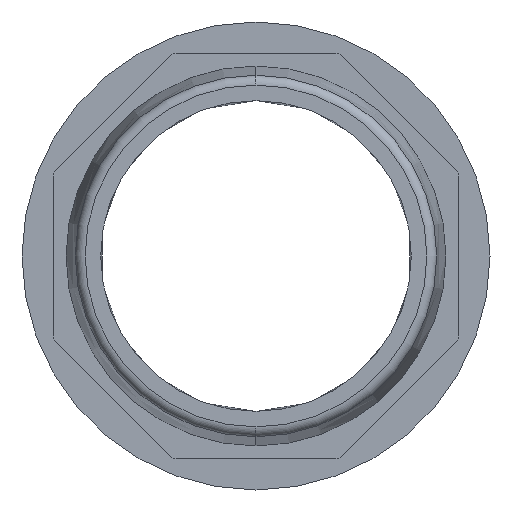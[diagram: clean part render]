
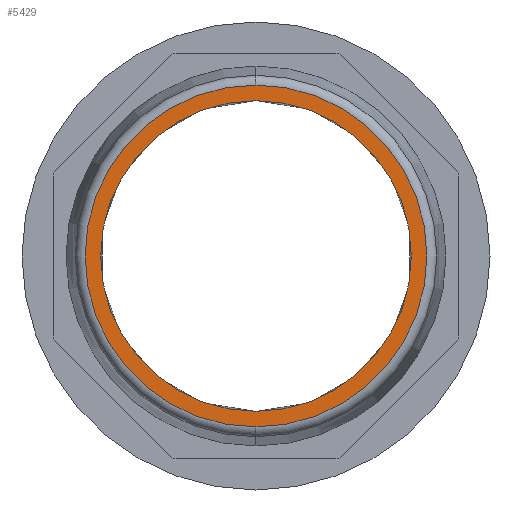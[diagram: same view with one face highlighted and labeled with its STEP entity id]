
A CAD part, left-side view. The second image highlights one B-rep face of the part: STEP entity #5429.
In plain terms, the highlighted planar face has unit normal (-1, 0, 0).
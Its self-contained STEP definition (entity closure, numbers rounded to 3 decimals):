
#9 = ORIENTED_EDGE ( 'NONE', *, *, #5235, .T. ) ;
#38 = ORIENTED_EDGE ( 'NONE', *, *, #5336, .T. ) ;
#46 = ORIENTED_EDGE ( 'NONE', *, *, #5236, .F. ) ;
#70 = ORIENTED_EDGE ( 'NONE', *, *, #244, .F. ) ;
#196 = EDGE_LOOP ( 'NONE', ( #9, #38 ) ) ;
#203 = EDGE_LOOP ( 'NONE', ( #70, #46 ) ) ;
#244 = EDGE_CURVE ( 'NONE', #3423, #3438, #2779, .T. ) ;
#409 = VERTEX_POINT ( 'NONE', #3236 ) ;
#649 = CARTESIAN_POINT ( 'NONE',  ( -82.9, 0., 0. ) ) ;
#650 = DIRECTION ( 'NONE',  ( -1., 0., 0. ) ) ;
#651 = DIRECTION ( 'NONE',  ( 0., 0., -1. ) ) ;
#1119 = AXIS2_PLACEMENT_3D ( 'NONE', #3903, #3910, #3911 ) ;
#2585 = CARTESIAN_POINT ( 'NONE',  ( -82.9, 0., -15.7 ) ) ;
#2597 = CARTESIAN_POINT ( 'NONE',  ( -82.9, 0., 15.7 ) ) ;
#2626 = CARTESIAN_POINT ( 'NONE',  ( -82.9, 0., 17.272 ) ) ;
#2648 = CARTESIAN_POINT ( 'NONE',  ( -82.9, 0., 0. ) ) ;
#2649 = DIRECTION ( 'NONE',  ( -1., 0., 0. ) ) ;
#2650 = DIRECTION ( 'NONE',  ( 0., 0., -1. ) ) ;
#2651 = CARTESIAN_POINT ( 'NONE',  ( -82.9, 0., 0. ) ) ;
#2652 = DIRECTION ( 'NONE',  ( -1., 0., 0. ) ) ;
#2653 = DIRECTION ( 'NONE',  ( 0., 0., 1. ) ) ;
#2726 = CIRCLE ( 'NONE', #2727, 17.272 ) ;
#2727 = AXIS2_PLACEMENT_3D ( 'NONE', #649, #650, #651 ) ;
#2779 = CIRCLE ( 'NONE', #2783, 15.7 ) ;
#2783 = AXIS2_PLACEMENT_3D ( 'NONE', #3375, #3376, #3377 ) ;
#2826 = CIRCLE ( 'NONE', #2835, 17.272 ) ;
#2827 = CIRCLE ( 'NONE', #2837, 15.7 ) ;
#2835 = AXIS2_PLACEMENT_3D ( 'NONE', #2648, #2649, #2650 ) ;
#2837 = AXIS2_PLACEMENT_3D ( 'NONE', #2651, #2652, #2653 ) ;
#3236 = CARTESIAN_POINT ( 'NONE',  ( -82.9, 0., -17.272 ) ) ;
#3375 = CARTESIAN_POINT ( 'NONE',  ( -82.9, 0., 0. ) ) ;
#3376 = DIRECTION ( 'NONE',  ( -1., 0., 0. ) ) ;
#3377 = DIRECTION ( 'NONE',  ( 0., 0., 1. ) ) ;
#3423 = VERTEX_POINT ( 'NONE', #2585 ) ;
#3438 = VERTEX_POINT ( 'NONE', #2597 ) ;
#3621 = VERTEX_POINT ( 'NONE', #2626 ) ;
#3900 = FACE_BOUND ( 'NONE', #203, .T. ) ;
#3903 = CARTESIAN_POINT ( 'NONE',  ( -82.9, 15.7, 0. ) ) ;
#3907 = FACE_OUTER_BOUND ( 'NONE', #196, .T. ) ;
#3908 = PLANE ( 'NONE',  #1119 ) ;
#3910 = DIRECTION ( 'NONE',  ( 1., 0., 0. ) ) ;
#3911 = DIRECTION ( 'NONE',  ( 0., 0., -1. ) ) ;
#5235 = EDGE_CURVE ( 'NONE', #409, #3621, #2826, .T. ) ;
#5236 = EDGE_CURVE ( 'NONE', #3438, #3423, #2827, .T. ) ;
#5336 = EDGE_CURVE ( 'NONE', #3621, #409, #2726, .T. ) ;
#5429 = ADVANCED_FACE ( 'NONE', ( #3907, #3900 ), #3908, .F. ) ;
